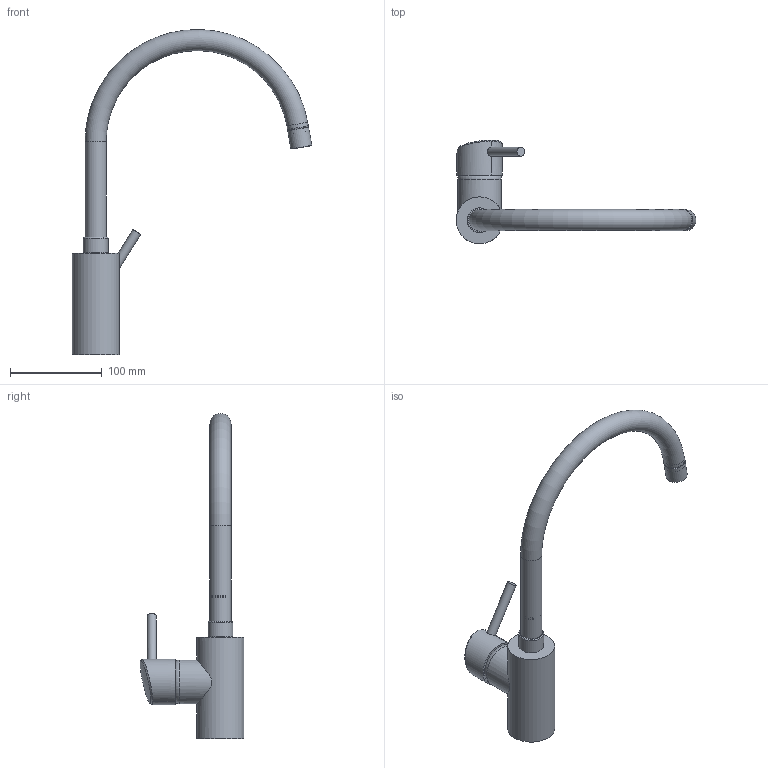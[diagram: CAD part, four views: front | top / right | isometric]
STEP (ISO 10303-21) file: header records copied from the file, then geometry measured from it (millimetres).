
FILE_DESCRIPTION(/* description */ ('Unknown'),/* implementation_level */ '2;1');
FILE_NAME(/* name */ '32661003',/* time_stamp */ '2022-09-01T15:09:18+02:00',/* author */ ('Unknown'),/* organization */ ('GROHE AG'),/* preprocessor_version */ 'ST-DEVELOPER v16.7',/* originating_system */ 'DEX',/* authorisation */ $);
FILE_SCHEMA (('AUTOMOTIVE_DESIGN {1 0 10303 214 3 1 1}'));
Length unit declared in the file: millimetre
Products named in the file (8): 32661003; 1; 32661003_0; 32661003_1; 32661003_2; 32661003_3; 32661003_4
Assembly tree (7 placements, depth 2):
  32661003
    1
    32661003
    32661003_0
    32661003_1
    32661003_2
    32661003_3
    32661003_4
Bounding box: 260.64 x 112.83 x 353.48 mm (x, y, z)
Volume: 562929.6 mm3; surface area: 91355.6 mm2
Topology: 7 solids, 10 shells, 610 faces, 1807 edges, 1160 vertices
Faces by surface type: plane 496, cylinder 78, cone 14, bspline 13, torus 7, sphere 2
Full cylindrical faces by diameter (mm): 1.039 x1, 1.5 x1, 2.4 x1, 4.3 x1, 5.5 x1, 10 x1, 10.5 x1, 11.489 x1, 12.5 x2, 13 x1, 13.905 x1, 14 x1, 17 x1, 17.773 x1, 18 x1, 18.1 x1, 18.911 x1, 20 x1, 20.05 x1, 20.5 x1, 20.95 x1, 21 x1, 21.5 x2, 22 x1, 23 x3, 23.15 x1, 27 x1, 43 x1, 47.5 x1, 51 x1
Entity records: 21229 total; most frequent: CARTESIAN_POINT 4617, ORIENTED_EDGE 3466, DIRECTION 3380, EDGE_CURVE 1733, AXIS2_PLACEMENT_3D 1160, VERTEX_POINT 1141, LINE 1060, VECTOR 1060
